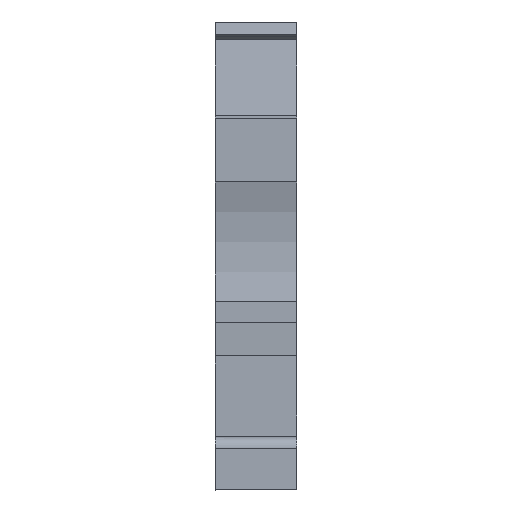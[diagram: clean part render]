
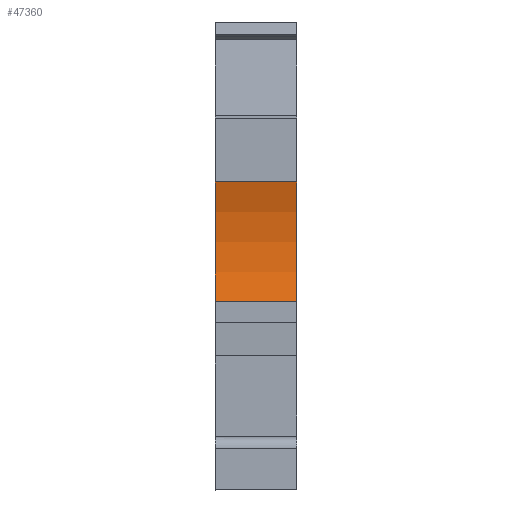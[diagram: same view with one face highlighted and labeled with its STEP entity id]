
A CAD part, front view. The second image highlights one B-rep face of the part: STEP entity #47360.
In plain terms, the highlighted cylindrical face has radius 15 mm (diameter 30 mm), a partial arc.
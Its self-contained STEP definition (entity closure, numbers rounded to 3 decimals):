
#8550=CARTESIAN_POINT('',(-69.1,-1.05,
1.));
#8560=VERTEX_POINT('',#8550);
#8590=CARTESIAN_POINT('',(-83.409,3.45,
1.));
#8600=DIRECTION('',(0.,0.,1.));
#8610=DIRECTION('',(-1.,0.,0.));
#8620=AXIS2_PLACEMENT_3D('',#8590,#8600,#8610);
#8630=CIRCLE('',#8620,15.);
#8640=CARTESIAN_POINT('',(-69.1,7.95,
1.));
#8650=VERTEX_POINT('',#8640);
#8660=EDGE_CURVE('',#8560,#8650,#8630,.T.);
#47050=CARTESIAN_POINT('',(-83.409,3.45,
1.));
#47060=DIRECTION('',(0.,0.,1.));
#47070=DIRECTION('',(-1.,0.,0.));
#47080=AXIS2_PLACEMENT_3D('',#47050,#47060,#47070);
#47090=CYLINDRICAL_SURFACE('',#47080,15.);
#47100=CARTESIAN_POINT('',(-69.1,-1.05,
1.));
#47110=DIRECTION('',(0.,0.,1.));
#47120=VECTOR('',#47110,1.);
#47130=LINE('',#47100,#47120);
#47140=CARTESIAN_POINT('',(-69.1,-1.05,
-5.15));
#47150=VERTEX_POINT('',#47140);
#47160=EDGE_CURVE('',#47150,#8560,#47130,.T.);
#47170=ORIENTED_EDGE('',*,*,#47160,.T.);
#47180=CARTESIAN_POINT('',(-83.409,3.45,
-5.15));
#47190=DIRECTION('',(0.,0.,1.));
#47200=DIRECTION('',(-1.,0.,0.));
#47210=AXIS2_PLACEMENT_3D('',#47180,#47190,#47200);
#47220=CIRCLE('',#47210,15.);
#47230=CARTESIAN_POINT('',(-69.1,7.95,
-5.15));
#47240=VERTEX_POINT('',#47230);
#47250=EDGE_CURVE('',#47150,#47240,#47220,.T.);
#47260=ORIENTED_EDGE('',*,*,#47250,.F.);
#47270=CARTESIAN_POINT('',(-69.1,7.95,
1.));
#47280=DIRECTION('',(0.,0.,1.));
#47290=VECTOR('',#47280,1.);
#47300=LINE('',#47270,#47290);
#47310=EDGE_CURVE('',#47240,#8650,#47300,.T.);
#47320=ORIENTED_EDGE('',*,*,#47310,.F.);
#47330=ORIENTED_EDGE('',*,*,#8660,.T.);
#47340=EDGE_LOOP('',(#47330,#47320,#47260,#47170));
#47350=FACE_OUTER_BOUND('',#47340,.T.);
#47360=ADVANCED_FACE('',(#47350),#47090,.F.);
